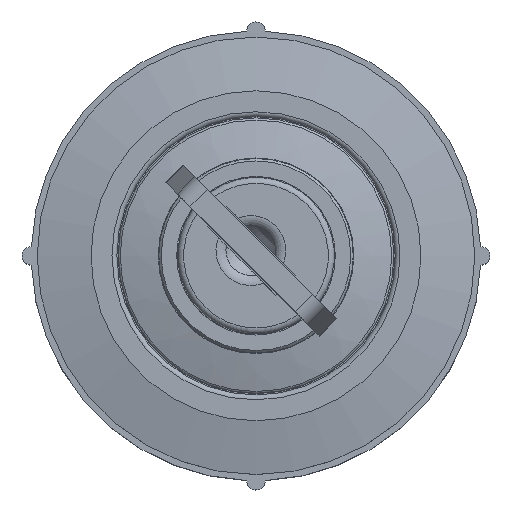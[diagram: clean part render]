
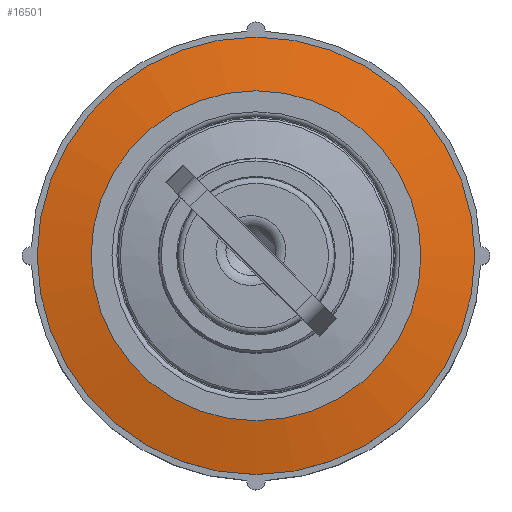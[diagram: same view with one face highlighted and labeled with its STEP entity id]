
A CAD part, top view. The second image highlights one B-rep face of the part: STEP entity #16501.
In plain terms, the highlighted conical face has half-angle 78.5 degrees and reference radius 15.788 mm.
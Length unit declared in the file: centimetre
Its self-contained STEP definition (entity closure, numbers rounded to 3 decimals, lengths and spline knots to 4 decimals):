
#184=CONICAL_SURFACE('',#17453,1.5788,78.5);
#370=FACE_BOUND('',#1668,.T.);
#469=CIRCLE('',#17452,1.8);
#470=CIRCLE('',#17454,1.3576);
#755=FACE_OUTER_BOUND('',#1667,.T.);
#1667=EDGE_LOOP('',(#10870));
#1668=EDGE_LOOP('',(#10871));
#6721=VERTEX_POINT('',#23261);
#6722=VERTEX_POINT('',#23264);
#8372=EDGE_CURVE('',#6721,#6721,#469,.T.);
#8373=EDGE_CURVE('',#6722,#6722,#470,.T.);
#10870=ORIENTED_EDGE('',*,*,#8372,.F.);
#10871=ORIENTED_EDGE('',*,*,#8373,.T.);
#16501=ADVANCED_FACE('',(#755,#370),#184,.T.);
#17452=AXIS2_PLACEMENT_3D('',#23262,#18761,#18762);
#17453=AXIS2_PLACEMENT_3D('',#23263,#18763,#18764);
#17454=AXIS2_PLACEMENT_3D('',#23265,#18765,#18766);
#18761=DIRECTION('center_axis',(0.,0.,
-1.));
#18762=DIRECTION('ref_axis',(0.,-1.,0.));
#18763=DIRECTION('center_axis',(0.,0.,
-1.));
#18764=DIRECTION('ref_axis',(0.,-1.,0.));
#18765=DIRECTION('center_axis',(0.,0.,
-1.));
#18766=DIRECTION('ref_axis',(0.,-1.,0.));
#23261=CARTESIAN_POINT('',(0.,-1.8,0.11));
#23262=CARTESIAN_POINT('Origin',(0.,0.,
0.11));
#23263=CARTESIAN_POINT('Origin',(0.,0.,
0.155));
#23264=CARTESIAN_POINT('',(0.,-1.3576,0.2));
#23265=CARTESIAN_POINT('Origin',(0.,0.,
0.2));
